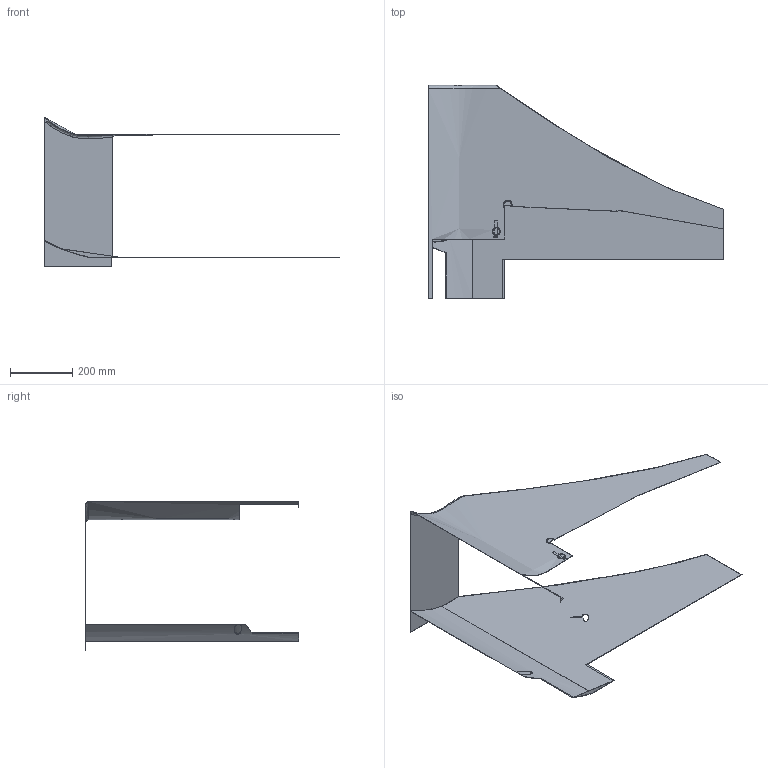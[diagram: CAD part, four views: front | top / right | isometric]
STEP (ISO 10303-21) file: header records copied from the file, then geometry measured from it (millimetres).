
FILE_DESCRIPTION(/* description */ (''),/* implementation_level */ '2;1');
FILE_NAME(/* name */ 'side1 test.stp',/* time_stamp */ '2017-11-08T12:26:36+09:00',/* author */ ('formula'),/* organization */ (''),/* preprocessor_version */ 'ST-DEVELOPER v16.13',/* originating_system */ 'Autodesk Inventor 2018',/* authorisation */ '');
FILE_SCHEMA (('AUTOMOTIVE_DESIGN { 1 0 10303 214 3 1 1 }'));
Length unit declared in the file: millimetre
Products named in the file (1): Part1 booled
Bounding box: 950 x 685 x 480 mm (x, y, z)
Volume: 756734.2 mm3; surface area: 1508694.9 mm2
Topology: 4 solids, 4 shells, 72 faces, 201 edges, 142 vertices
Faces by surface type: plane 42, cylinder 23, bspline 7
Full cylindrical faces by diameter (mm): 22.2 x1, 25.4 x1
Entity records: 3193 total; most frequent: CARTESIAN_POINT 1276, ORIENTED_EDGE 384, DIRECTION 356, EDGE_CURVE 192, VERTEX_POINT 130, AXIS2_PLACEMENT_3D 126, LINE 104, VECTOR 104
